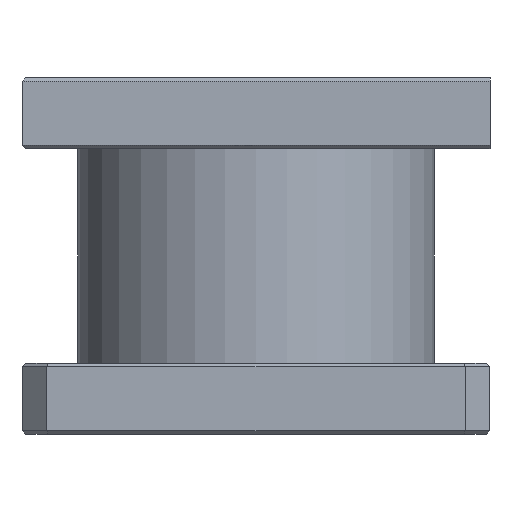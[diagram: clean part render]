
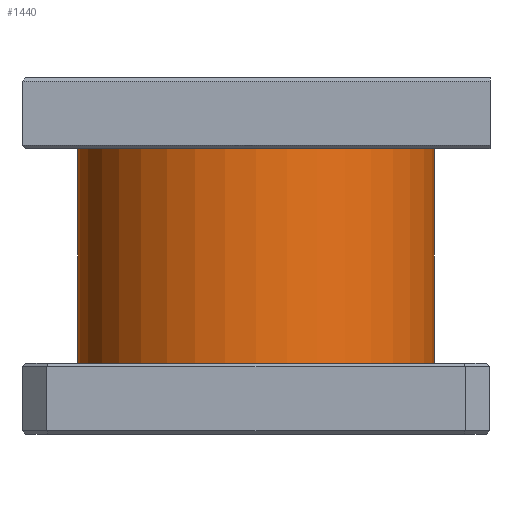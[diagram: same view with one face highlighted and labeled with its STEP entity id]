
A CAD part, front view. The second image highlights one B-rep face of the part: STEP entity #1440.
In plain terms, the highlighted cylindrical face has radius 12.7 mm (diameter 25.4 mm), a partial arc.
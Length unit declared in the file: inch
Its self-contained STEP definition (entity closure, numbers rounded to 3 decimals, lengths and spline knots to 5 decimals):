
#61 = VERTEX_POINT ( 'NONE', #1242 ) ;
#164 = ORIENTED_EDGE ( 'NONE', *, *, #2238, .T. ) ;
#272 = CARTESIAN_POINT ( 'NONE',  ( 0.5, 0., 0. ) ) ;
#281 = ORIENTED_EDGE ( 'NONE', *, *, #2350, .F. ) ;
#286 = DIRECTION ( 'NONE',  ( -1., 0., 0. ) ) ;
#480 = CYLINDRICAL_SURFACE ( 'NONE', #877, 0.5 ) ;
#749 = DIRECTION ( 'NONE',  ( 0., 0., -1. ) ) ;
#877 = AXIS2_PLACEMENT_3D ( 'NONE', #2305, #749, #286 ) ;
#906 = ORIENTED_EDGE ( 'NONE', *, *, #2910, .T. ) ;
#984 = CARTESIAN_POINT ( 'NONE',  ( -0.5, 0., 0.6 ) ) ;
#1040 = EDGE_LOOP ( 'NONE', ( #281, #2375, #906, #164 ) ) ;
#1111 = VERTEX_POINT ( 'NONE', #1640 ) ;
#1159 = DIRECTION ( 'NONE',  ( 0., 0., -1. ) ) ;
#1204 = DIRECTION ( 'NONE',  ( 0., 0., 1. ) ) ;
#1242 = CARTESIAN_POINT ( 'NONE',  ( -0.5, 0., 0. ) ) ;
#1296 = LINE ( 'NONE', #1963, #2124 ) ;
#1397 = VECTOR ( 'NONE', #1159, 39.37008 ) ;
#1440 = ADVANCED_FACE ( 'NONE', ( #2720 ), #480, .T. ) ;
#1505 = DIRECTION ( 'NONE',  ( 0., 0., 1. ) ) ;
#1640 = CARTESIAN_POINT ( 'NONE',  ( -0.5, 0., 0.6 ) ) ;
#1681 = CIRCLE ( 'NONE', #1820, 0.5 ) ;
#1726 = DIRECTION ( 'NONE',  ( 1., 0., 0. ) ) ;
#1782 = CARTESIAN_POINT ( 'NONE',  ( 0., 0., 0. ) ) ;
#1820 = AXIS2_PLACEMENT_3D ( 'NONE', #2060, #1204, #2334 ) ;
#1887 = LINE ( 'NONE', #984, #1397 ) ;
#1963 = CARTESIAN_POINT ( 'NONE',  ( 0.5, 0., 0.6 ) ) ;
#2060 = CARTESIAN_POINT ( 'NONE',  ( 0., 0., 0.6 ) ) ;
#2124 = VECTOR ( 'NONE', #2644, 39.37008 ) ;
#2238 = EDGE_CURVE ( 'NONE', #61, #2920, #2639, .T. ) ;
#2260 = CARTESIAN_POINT ( 'NONE',  ( 0.5, 0., 0.6 ) ) ;
#2305 = CARTESIAN_POINT ( 'NONE',  ( 0., 0., 0.6 ) ) ;
#2334 = DIRECTION ( 'NONE',  ( 1., 0., 0. ) ) ;
#2350 = EDGE_CURVE ( 'NONE', #2550, #2920, #1296, .T. ) ;
#2375 = ORIENTED_EDGE ( 'NONE', *, *, #2820, .F. ) ;
#2502 = AXIS2_PLACEMENT_3D ( 'NONE', #1782, #1505, #1726 ) ;
#2550 = VERTEX_POINT ( 'NONE', #2260 ) ;
#2639 = CIRCLE ( 'NONE', #2502, 0.5 ) ;
#2644 = DIRECTION ( 'NONE',  ( 0., 0., -1. ) ) ;
#2720 = FACE_OUTER_BOUND ( 'NONE', #1040, .T. ) ;
#2820 = EDGE_CURVE ( 'NONE', #1111, #2550, #1681, .T. ) ;
#2910 = EDGE_CURVE ( 'NONE', #1111, #61, #1887, .T. ) ;
#2920 = VERTEX_POINT ( 'NONE', #272 ) ;
